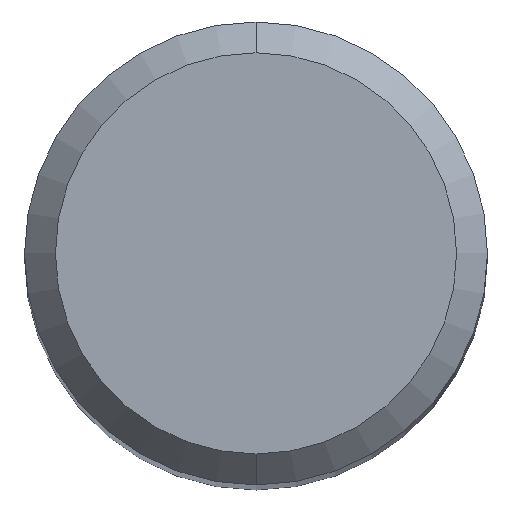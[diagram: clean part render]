
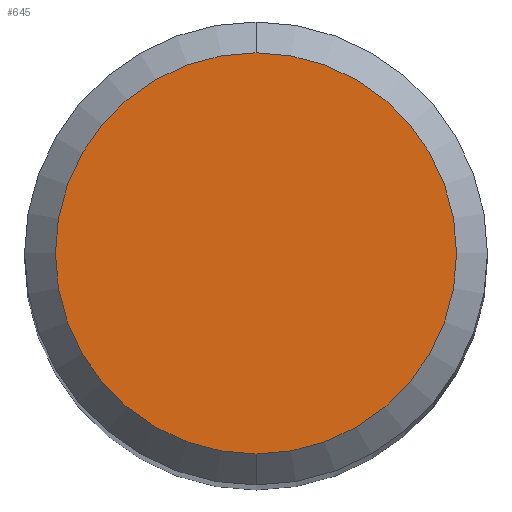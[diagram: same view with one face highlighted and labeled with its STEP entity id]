
A CAD part, top view. The second image highlights one B-rep face of the part: STEP entity #645.
In plain terms, the highlighted planar face has unit normal (0, 0, 1).
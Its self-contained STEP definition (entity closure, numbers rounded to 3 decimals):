
#645=ADVANCED_FACE('',(#1848),#1849,.T.);
#763=VERTEX_POINT('',#1978);
#815=EDGE_CURVE('',#1083,#763,#2032,.T.);
#843=EDGE_CURVE('',#763,#1083,#2060,.T.);
#1083=VERTEX_POINT('',#2322);
#1848=FACE_OUTER_BOUND('',#3512,.T.);
#1849=PLANE('',#3513);
#1978=CARTESIAN_POINT('',(0.0,2.6,0.0));
#2032=CIRCLE('',#5313,2.6);
#2060=CIRCLE('',#5585,2.6);
#2322=CARTESIAN_POINT('',(0.,-2.6,0.0));
#3512=EDGE_LOOP('',(#17224,#17225));
#3513=AXIS2_PLACEMENT_3D('',#17226,#17227,#17228);
#5313=AXIS2_PLACEMENT_3D('',#17397,#17398,#17399);
#5585=AXIS2_PLACEMENT_3D('',#17404,#17405,#17406);
#17224=ORIENTED_EDGE('',*,*,#843,.F.);
#17225=ORIENTED_EDGE('',*,*,#815,.F.);
#17226=CARTESIAN_POINT('',(0.0,1.3,0.0));
#17227=DIRECTION('',(-0.0,0.0,1.0));
#17228=DIRECTION('',(0.0,-1.0,0.0));
#17397=CARTESIAN_POINT('',(0.0,0.0,0.0));
#17398=DIRECTION('',(0.0,0.0,-1.0));
#17399=DIRECTION('',(0.0,1.0,0.0));
#17404=CARTESIAN_POINT('',(0.0,0.0,0.0));
#17405=DIRECTION('',(0.0,0.0,-1.0));
#17406=DIRECTION('',(0.0,1.0,0.0));
